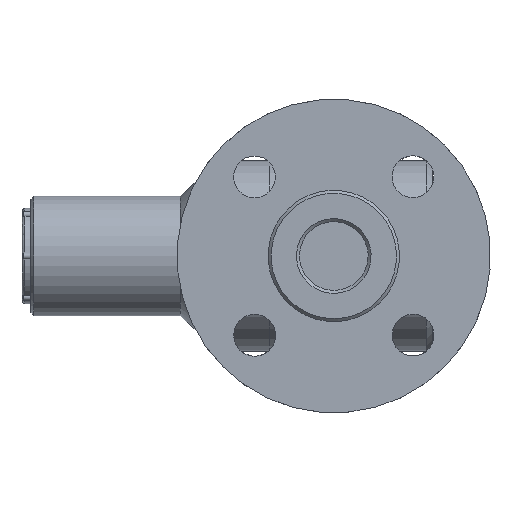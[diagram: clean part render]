
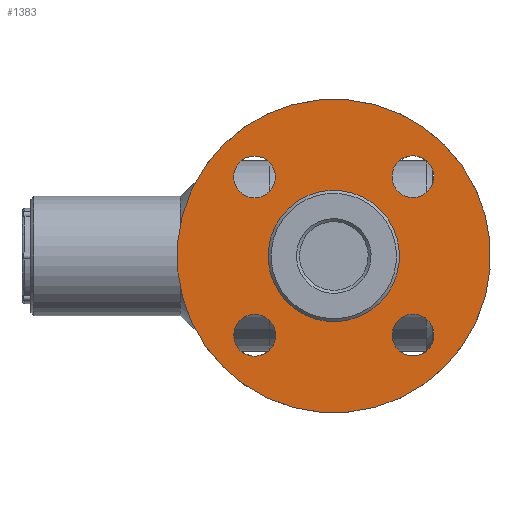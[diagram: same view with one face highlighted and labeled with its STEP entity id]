
A CAD part, left-side view. The second image highlights one B-rep face of the part: STEP entity #1383.
In plain terms, the highlighted face is planar.
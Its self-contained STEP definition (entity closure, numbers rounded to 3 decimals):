
#13 = CARTESIAN_POINT ( 'NONE',  ( 7., -37.5, 0. ) ) ;
#21 = VERTEX_POINT ( 'NONE', #926 ) ;
#146 = EDGE_LOOP ( 'NONE', ( #1513 ) ) ;
#149 = CARTESIAN_POINT ( 'NONE',  ( 52.5, 0., 0. ) ) ;
#168 = EDGE_CURVE ( 'NONE', #1555, #1555, #1732, .T. ) ;
#186 = CARTESIAN_POINT ( 'NONE',  ( 0., 37.5, 0. ) ) ;
#219 = ORIENTED_EDGE ( 'NONE', *, *, #1554, .T. ) ;
#241 = FACE_BOUND ( 'NONE', #1549, .T. ) ;
#255 = DIRECTION ( 'NONE',  ( 1., 0., 0. ) ) ;
#275 = EDGE_CURVE ( 'NONE', #1534, #1534, #587, .T. ) ;
#286 = CARTESIAN_POINT ( 'NONE',  ( 37.5, 0., 0. ) ) ;
#308 = ORIENTED_EDGE ( 'NONE', *, *, #2219, .T. ) ;
#329 = CARTESIAN_POINT ( 'NONE',  ( 44.5, 0., 0. ) ) ;
#422 = AXIS2_PLACEMENT_3D ( 'NONE', #186, #723, #1280 ) ;
#425 = FACE_BOUND ( 'NONE', #146, .T. ) ;
#500 = CARTESIAN_POINT ( 'NONE',  ( 0., 0., 0. ) ) ;
#534 = EDGE_CURVE ( 'NONE', #840, #840, #1765, .T. ) ;
#587 = CIRCLE ( 'NONE', #811, 52.5 ) ;
#598 = FACE_BOUND ( 'NONE', #862, .T. ) ;
#610 = AXIS2_PLACEMENT_3D ( 'NONE', #1140, #1832, #255 ) ;
#613 = DIRECTION ( 'NONE',  ( 0., 0., 1. ) ) ;
#652 = ORIENTED_EDGE ( 'NONE', *, *, #534, .T. ) ;
#654 = CARTESIAN_POINT ( 'NONE',  ( 18.25, 0., 0. ) ) ;
#660 = DIRECTION ( 'NONE',  ( 1., 0., 0. ) ) ;
#723 = DIRECTION ( 'NONE',  ( 0., 0., 1. ) ) ;
#731 = VERTEX_POINT ( 'NONE', #13 ) ;
#782 = DIRECTION ( 'NONE',  ( 1., 0., 0. ) ) ;
#804 = DIRECTION ( 'NONE',  ( 0., 0., 1. ) ) ;
#811 = AXIS2_PLACEMENT_3D ( 'NONE', #500, #1747, #1871 ) ;
#840 = VERTEX_POINT ( 'NONE', #654 ) ;
#862 = EDGE_LOOP ( 'NONE', ( #308 ) ) ;
#880 = ORIENTED_EDGE ( 'NONE', *, *, #168, .T. ) ;
#900 = AXIS2_PLACEMENT_3D ( 'NONE', #2209, #613, #1548 ) ;
#926 = CARTESIAN_POINT ( 'NONE',  ( -30.5, 0., 0. ) ) ;
#945 = CIRCLE ( 'NONE', #1607, 7. ) ;
#975 = PLANE ( 'NONE',  #610 ) ;
#1008 = EDGE_LOOP ( 'NONE', ( #880 ) ) ;
#1140 = CARTESIAN_POINT ( 'NONE',  ( 0., 0., 0. ) ) ;
#1147 = EDGE_CURVE ( 'NONE', #731, #731, #945, .T. ) ;
#1151 = FACE_BOUND ( 'NONE', #1621, .T. ) ;
#1190 = AXIS2_PLACEMENT_3D ( 'NONE', #1849, #1502, #782 ) ;
#1280 = DIRECTION ( 'NONE',  ( 1., 0., 0. ) ) ;
#1308 = FACE_BOUND ( 'NONE', #1008, .T. ) ;
#1328 = ORIENTED_EDGE ( 'NONE', *, *, #275, .F. ) ;
#1358 = EDGE_LOOP ( 'NONE', ( #1328 ) ) ;
#1372 = AXIS2_PLACEMENT_3D ( 'NONE', #286, #1387, #2092 ) ;
#1383 = ADVANCED_FACE ( 'NONE', ( #598, #1151, #1308, #425, #1842, #241 ), #975, .F. ) ;
#1387 = DIRECTION ( 'NONE',  ( 0., 0., 1. ) ) ;
#1413 = CARTESIAN_POINT ( 'NONE',  ( 7., 37.5, 0. ) ) ;
#1437 = VERTEX_POINT ( 'NONE', #1413 ) ;
#1502 = DIRECTION ( 'NONE',  ( 0., 0., 1. ) ) ;
#1513 = ORIENTED_EDGE ( 'NONE', *, *, #1147, .T. ) ;
#1534 = VERTEX_POINT ( 'NONE', #149 ) ;
#1548 = DIRECTION ( 'NONE',  ( 1., 0., 0. ) ) ;
#1549 = EDGE_LOOP ( 'NONE', ( #652 ) ) ;
#1554 = EDGE_CURVE ( 'NONE', #1437, #1437, #2015, .T. ) ;
#1555 = VERTEX_POINT ( 'NONE', #329 ) ;
#1607 = AXIS2_PLACEMENT_3D ( 'NONE', #1854, #804, #660 ) ;
#1621 = EDGE_LOOP ( 'NONE', ( #219 ) ) ;
#1732 = CIRCLE ( 'NONE', #1372, 7. ) ;
#1747 = DIRECTION ( 'NONE',  ( 0., 0., 1. ) ) ;
#1765 = CIRCLE ( 'NONE', #1190, 18.25 ) ;
#1832 = DIRECTION ( 'NONE',  ( 0., 0., 1. ) ) ;
#1842 = FACE_OUTER_BOUND ( 'NONE', #1358, .T. ) ;
#1849 = CARTESIAN_POINT ( 'NONE',  ( 0., 0., 0. ) ) ;
#1854 = CARTESIAN_POINT ( 'NONE',  ( 0., -37.5, 0. ) ) ;
#1871 = DIRECTION ( 'NONE',  ( 1., 0., 0. ) ) ;
#2015 = CIRCLE ( 'NONE', #422, 7. ) ;
#2087 = CIRCLE ( 'NONE', #900, 7. ) ;
#2092 = DIRECTION ( 'NONE',  ( 1., 0., 0. ) ) ;
#2209 = CARTESIAN_POINT ( 'NONE',  ( -37.5, 0., 0. ) ) ;
#2219 = EDGE_CURVE ( 'NONE', #21, #21, #2087, .T. ) ;
